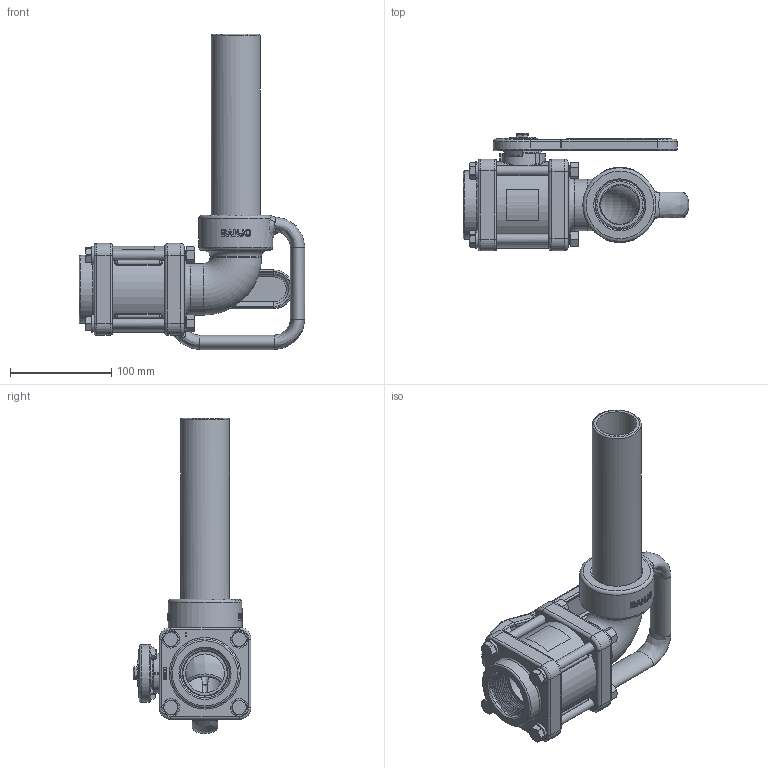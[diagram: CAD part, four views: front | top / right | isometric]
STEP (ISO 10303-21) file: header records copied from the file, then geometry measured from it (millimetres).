
FILE_DESCRIPTION(/* description */ ('1-1/2" FPT x 1-1/2" PORT'),/* implementation_level */ '2;1');
FILE_NAME(/* name */ 'VA150.stp',/* time_stamp */ '2023-04-18T13:23:16-04:00',/* author */ ('MEG'),/* organization */ (''),/* preprocessor_version */ 'ST-DEVELOPER v18.1',/* originating_system */ 'Autodesk Inventor 2022',/* authorisation */ '');
FILE_SCHEMA (('AUTOMOTIVE_DESIGN { 1 0 10303 214 3 1 1 }'));
Length unit declared in the file: inch
Products named in the file (24): VA150; V20254; V20257; VX20257; V20262; V20258A; V20258; V20017; V20018; V20019; V20020; V20021; V20151M; V20151; V20159; V20163; V20255A; V20255AM; V20255AX; V20264; V20166; V20152; VL1001; V20060
Assembly tree (33 placements, depth 4):
  VA150
    V20254
    V20257
      VX20257
    V20262
    V20258A
    V20258
    V20017  x4
    V20018  x4
    V20019  x4
    V20020
    V20021
    V20151M
      V20151
    V20159
    V20163
    V20255A
      V20255AM
        V20255AX
    V20264  x2
    V20166
    V20152
    VL1001
    V20060
Bounding box: 222.49 x 116.1 x 310.63 mm (x, y, z)
Volume: 908637.4 mm3; surface area: 295617.8 mm2
Topology: 30 solids, 30 shells, 2080 faces, 5149 edges, 3234 vertices
Faces by surface type: plane 791, cylinder 513, cone 364, bspline 295, torus 113, sphere 4
Full cylindrical faces by diameter (mm): 4.978 x1, 7.144 x1, 8.236 x60, 8.915 x4, 9.525 x64, 10.338 x4, 10.668 x4, 19.05 x1, 19.075 x1, 19.304 x1, 23.495 x2, 23.812 x1, 24.13 x1, 25.4 x1, 31.75 x1, 31.877 x1, 32.512 x1, 38.1 x6, 39.624 x1, 39.776 x1, 41.046 x1, 44.856 x1, 48.26 x1, 50.8 x4, 50.902 x1, 51.054 x1, 57.912 x1, 58.166 x1, 67.31 x1, 72.898 x1
Entity records: 63979 total; most frequent: CARTESIAN_POINT 25861, ORIENTED_EDGE 8046, DIRECTION 7115, EDGE_CURVE 4023, VERTEX_POINT 2543, AXIS2_PLACEMENT_3D 2483, LINE 2149, VECTOR 2149
